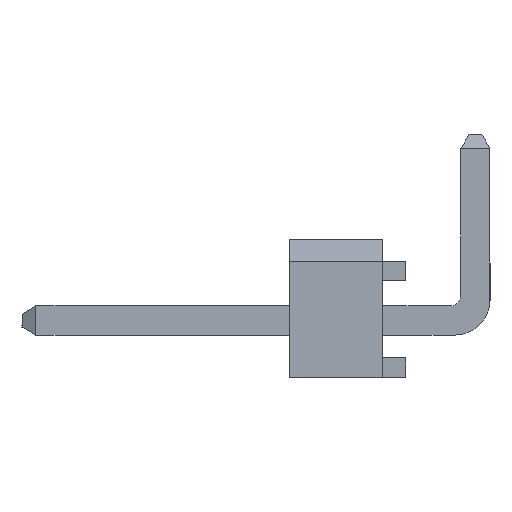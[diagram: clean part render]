
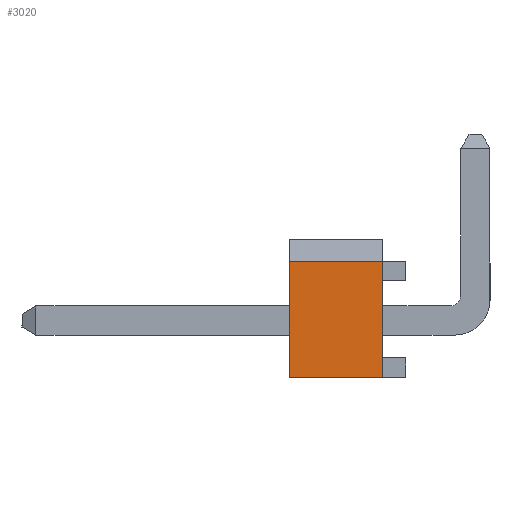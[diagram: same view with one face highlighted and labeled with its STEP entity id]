
A CAD part, left-side view. The second image highlights one B-rep face of the part: STEP entity #3020.
In plain terms, the highlighted planar face has unit normal (-1, 0, 0).
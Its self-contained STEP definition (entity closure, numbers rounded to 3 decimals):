
#18 = EDGE_CURVE ( 'NONE', #7729, #5441, #5543, .T. ) ;
#257 = FACE_OUTER_BOUND ( 'NONE', #7666, .T. ) ;
#722 = ORIENTED_EDGE ( 'NONE', *, *, #5540, .T. ) ;
#723 = CARTESIAN_POINT ( 'NONE',  ( -7.62, 2.54, 1.27 ) ) ;
#888 = PLANE ( 'NONE',  #8223 ) ;
#1453 = EDGE_CURVE ( 'NONE', #6508, #5257, #8357, .T. ) ;
#1768 = CARTESIAN_POINT ( 'NONE',  ( -7.62, 0.508, -1.27 ) ) ;
#1776 = CARTESIAN_POINT ( 'NONE',  ( -7.62, 0.508, 1.27 ) ) ;
#2018 = ORIENTED_EDGE ( 'NONE', *, *, #8588, .F. ) ;
#3020 = ADVANCED_FACE ( 'NONE', ( #257 ), #888, .T. ) ;
#3099 = VECTOR ( 'NONE', #6915, 1000. ) ;
#3458 = CARTESIAN_POINT ( 'NONE',  ( -7.62, 2.54, 1.27 ) ) ;
#3491 = LINE ( 'NONE', #723, #8639 ) ;
#3903 = DIRECTION ( 'NONE',  ( 0., -1., 0. ) ) ;
#5257 = VERTEX_POINT ( 'NONE', #1768 ) ;
#5441 = VERTEX_POINT ( 'NONE', #3458 ) ;
#5540 = EDGE_CURVE ( 'NONE', #7729, #5257, #7742, .T. ) ;
#5543 = LINE ( 'NONE', #7356, #9999 ) ;
#5620 = DIRECTION ( 'NONE',  ( -1., 0., 0. ) ) ;
#6077 = CARTESIAN_POINT ( 'NONE',  ( -7.62, 2.54, -1.27 ) ) ;
#6211 = VECTOR ( 'NONE', #8693, 1000. ) ;
#6498 = DIRECTION ( 'NONE',  ( 0., 0., 1. ) ) ;
#6508 = VERTEX_POINT ( 'NONE', #7842 ) ;
#6915 = DIRECTION ( 'NONE',  ( 0., -1., 0. ) ) ;
#7356 = CARTESIAN_POINT ( 'NONE',  ( -7.62, 2.54, 1.27 ) ) ;
#7666 = EDGE_LOOP ( 'NONE', ( #9687, #2018, #9934, #722 ) ) ;
#7729 = VERTEX_POINT ( 'NONE', #6077 ) ;
#7742 = LINE ( 'NONE', #10131, #3099 ) ;
#7811 = CARTESIAN_POINT ( 'NONE',  ( -7.62, 0.508, -1.27 ) ) ;
#7842 = CARTESIAN_POINT ( 'NONE',  ( -7.62, 0.508, 1.27 ) ) ;
#8061 = DIRECTION ( 'NONE',  ( 0., 1., 0. ) ) ;
#8223 = AXIS2_PLACEMENT_3D ( 'NONE', #1776, #5620, #8061 ) ;
#8357 = LINE ( 'NONE', #7811, #6211 ) ;
#8588 = EDGE_CURVE ( 'NONE', #5441, #6508, #3491, .T. ) ;
#8639 = VECTOR ( 'NONE', #3903, 1000. ) ;
#8693 = DIRECTION ( 'NONE',  ( 0., 0., -1. ) ) ;
#9687 = ORIENTED_EDGE ( 'NONE', *, *, #1453, .F. ) ;
#9934 = ORIENTED_EDGE ( 'NONE', *, *, #18, .F. ) ;
#9999 = VECTOR ( 'NONE', #6498, 1000. ) ;
#10131 = CARTESIAN_POINT ( 'NONE',  ( -7.62, 0.508, -1.27 ) ) ;
